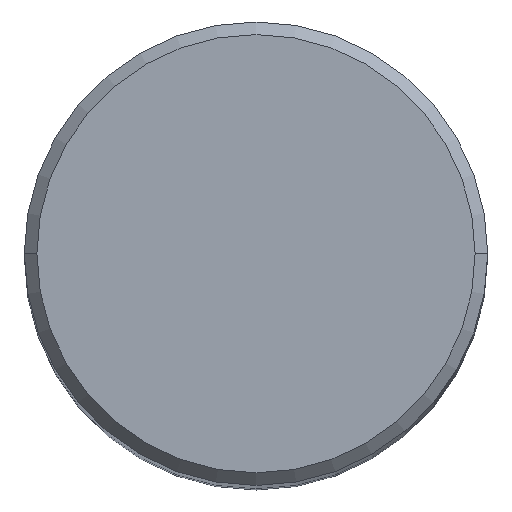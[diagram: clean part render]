
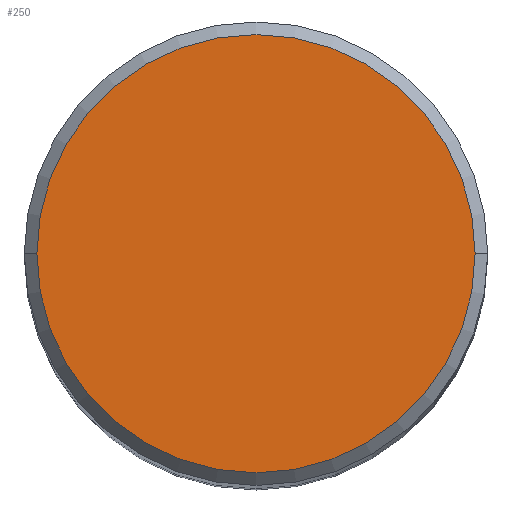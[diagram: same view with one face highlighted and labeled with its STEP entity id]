
A CAD part, top view. The second image highlights one B-rep face of the part: STEP entity #250.
In plain terms, the highlighted planar face has unit normal (0, 0, 1).
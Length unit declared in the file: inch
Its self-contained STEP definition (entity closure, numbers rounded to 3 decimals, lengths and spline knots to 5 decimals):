
#16 = DIRECTION ( 'NONE',  ( 0., 0., 1. ) ) ;
#19 = CARTESIAN_POINT ( 'NONE',  ( 0., 0., 3.26772 ) ) ;
#28 = AXIS2_PLACEMENT_3D ( 'NONE', #126, #75, #217 ) ;
#34 = EDGE_CURVE ( 'NONE', #271, #205, #136, .T. ) ;
#39 = PLANE ( 'NONE',  #105 ) ;
#57 = ORIENTED_EDGE ( 'NONE', *, *, #257, .T. ) ;
#75 = DIRECTION ( 'NONE',  ( 0., 0., 1. ) ) ;
#78 = EDGE_LOOP ( 'NONE', ( #288, #57 ) ) ;
#105 = AXIS2_PLACEMENT_3D ( 'NONE', #19, #135, #141 ) ;
#126 = CARTESIAN_POINT ( 'NONE',  ( 0., 0., 3.26772 ) ) ;
#135 = DIRECTION ( 'NONE',  ( 0., 0., 1. ) ) ;
#136 = CIRCLE ( 'NONE', #28, 0.26059 ) ;
#141 = DIRECTION ( 'NONE',  ( 1., 0., 0. ) ) ;
#183 = FACE_OUTER_BOUND ( 'NONE', #78, .T. ) ;
#203 = CARTESIAN_POINT ( 'NONE',  ( 0.26059, 0., 3.26772 ) ) ;
#205 = VERTEX_POINT ( 'NONE', #203 ) ;
#217 = DIRECTION ( 'NONE',  ( 1., 0., 0. ) ) ;
#221 = CARTESIAN_POINT ( 'NONE',  ( -0.26059, 0., 3.26772 ) ) ;
#222 = CARTESIAN_POINT ( 'NONE',  ( 0., 0., 3.26772 ) ) ;
#250 = ADVANCED_FACE ( 'NONE', ( #183 ), #39, .T. ) ;
#253 = AXIS2_PLACEMENT_3D ( 'NONE', #222, #16, #280 ) ;
#257 = EDGE_CURVE ( 'NONE', #205, #271, #299, .T. ) ;
#271 = VERTEX_POINT ( 'NONE', #221 ) ;
#280 = DIRECTION ( 'NONE',  ( 1., 0., 0. ) ) ;
#288 = ORIENTED_EDGE ( 'NONE', *, *, #34, .T. ) ;
#299 = CIRCLE ( 'NONE', #253, 0.26059 ) ;
